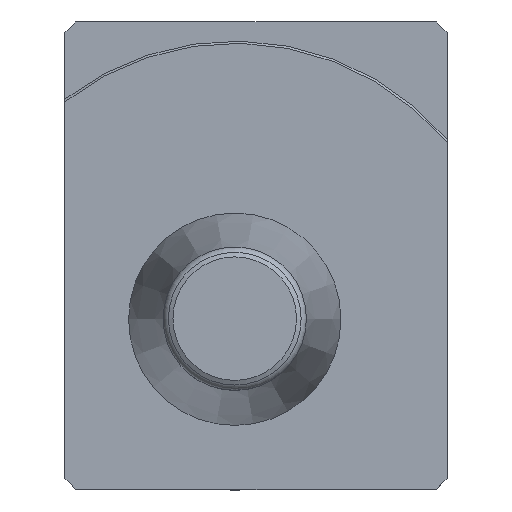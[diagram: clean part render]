
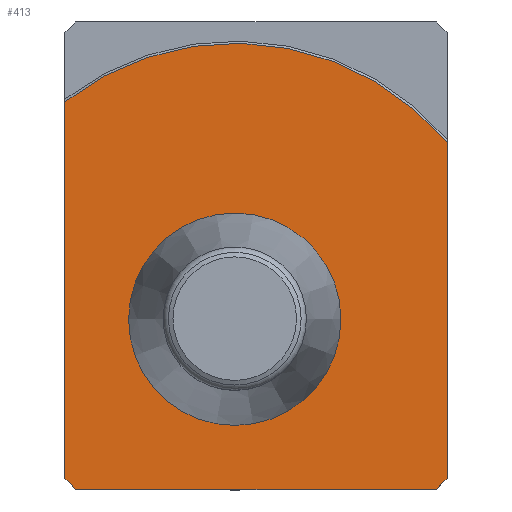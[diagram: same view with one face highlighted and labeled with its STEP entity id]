
A CAD part, top view. The second image highlights one B-rep face of the part: STEP entity #413.
In plain terms, the highlighted planar face has unit normal (0, 0, 1).
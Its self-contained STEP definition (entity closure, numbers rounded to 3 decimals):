
#149=LINE('',#1812,#242);
#150=LINE('',#1814,#243);
#151=LINE('',#1816,#244);
#152=LINE('',#1818,#245);
#153=LINE('',#1820,#246);
#242=VECTOR('',#1453,1.);
#243=VECTOR('',#1454,1.);
#244=VECTOR('',#1455,1.);
#245=VECTOR('',#1456,1.);
#246=VECTOR('',#1457,1.);
#324=PLANE('',#1276);
#413=ADVANCED_FACE('AL3_SU1',(#476,#477),#324,.T.);
#476=FACE_BOUND('',#521,.T.);
#477=FACE_BOUND('',#522,.T.);
#521=EDGE_LOOP('',(#639));
#522=EDGE_LOOP('',(#640,#641,#642,#643,#644,#645));
#639=ORIENTED_EDGE('',*,*,#1026,.T.);
#640=ORIENTED_EDGE('',*,*,#1027,.F.);
#641=ORIENTED_EDGE('',*,*,#1028,.T.);
#642=ORIENTED_EDGE('',*,*,#1029,.T.);
#643=ORIENTED_EDGE('',*,*,#1030,.T.);
#644=ORIENTED_EDGE('',*,*,#1031,.T.);
#645=ORIENTED_EDGE('',*,*,#1032,.T.);
#920=VERTEX_POINT('',#1808);
#921=VERTEX_POINT('',#1810);
#922=VERTEX_POINT('',#1811);
#923=VERTEX_POINT('',#1813);
#924=VERTEX_POINT('',#1815);
#925=VERTEX_POINT('',#1817);
#926=VERTEX_POINT('',#1819);
#1026=EDGE_CURVE('',#920,#920,#1151,.T.);
#1027=EDGE_CURVE('',#921,#922,#1152,.T.);
#1028=EDGE_CURVE('',#921,#923,#149,.T.);
#1029=EDGE_CURVE('',#923,#924,#150,.T.);
#1030=EDGE_CURVE('',#924,#925,#151,.T.);
#1031=EDGE_CURVE('',#925,#926,#152,.T.);
#1032=EDGE_CURVE('',#926,#922,#153,.T.);
#1151=CIRCLE('',#1274,5.);
#1152=CIRCLE('',#1275,13.);
#1274=AXIS2_PLACEMENT_3D('',#1807,#1449,#1450);
#1275=AXIS2_PLACEMENT_3D('',#1809,#1451,#1452);
#1276=AXIS2_PLACEMENT_3D('',#1821,#1458,#1459);
#1449=DIRECTION('',(0.,0.,-1.));
#1450=DIRECTION('',(-1.,0.,0.));
#1451=DIRECTION('',(0.,0.,-1.));
#1452=DIRECTION('',(-1.,0.,0.));
#1453=DIRECTION('',(0.,-1.,0.));
#1454=DIRECTION('',(0.707,-0.707,0.));
#1455=DIRECTION('',(1.,0.,0.));
#1456=DIRECTION('',(0.707,0.707,0.));
#1457=DIRECTION('',(0.,1.,0.));
#1458=DIRECTION('',(0.,0.,1.));
#1459=DIRECTION('',(1.,0.,0.));
#1807=CARTESIAN_POINT('',(0.,0.,0.));
#1808=CARTESIAN_POINT('',(-5.,0.,0.));
#1809=CARTESIAN_POINT('',(0.,0.,0.));
#1810=CARTESIAN_POINT('',(-8.,10.247,0.));
#1811=CARTESIAN_POINT('',(10.,8.307,0.));
#1812=CARTESIAN_POINT('',(-8.,14.,0.));
#1813=CARTESIAN_POINT('',(-8.,-7.5,0.));
#1814=CARTESIAN_POINT('',(-8.,-7.5,0.));
#1815=CARTESIAN_POINT('',(-7.5,-8.,0.));
#1816=CARTESIAN_POINT('',(-8.,-8.,0.));
#1817=CARTESIAN_POINT('',(9.5,-8.,0.));
#1818=CARTESIAN_POINT('',(9.5,-8.,0.));
#1819=CARTESIAN_POINT('',(10.,-7.5,0.));
#1820=CARTESIAN_POINT('',(10.,0.,0.));
#1821=CARTESIAN_POINT('',(1.,2.5,0.));
